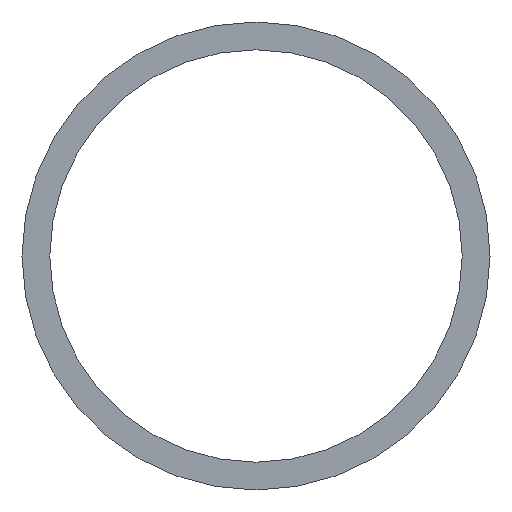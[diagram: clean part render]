
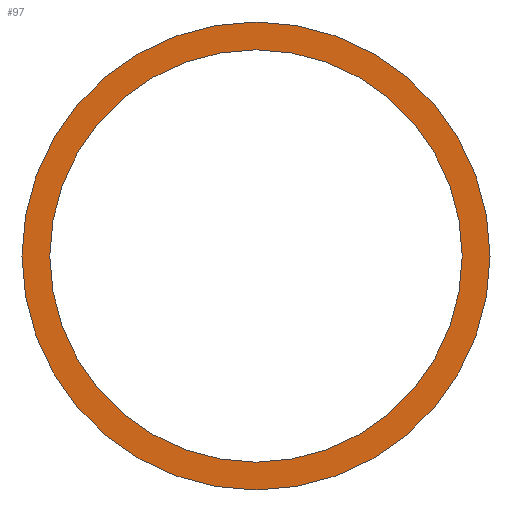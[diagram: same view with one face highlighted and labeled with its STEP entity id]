
A CAD part, left-side view. The second image highlights one B-rep face of the part: STEP entity #97.
In plain terms, the highlighted planar face has unit normal (-1, 0, 0).
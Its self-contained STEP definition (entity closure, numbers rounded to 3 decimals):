
#55 = EDGE_CURVE( '', #75, #103, #125, .T. );
#57 = EDGE_CURVE( '', #103, #75, #127, .T. );
#71 = EDGE_CURVE( '', #91, #99, #142, .T. );
#75 = VERTEX_POINT( '', #147 );
#77 = EDGE_CURVE( '', #99, #91, #149, .T. );
#91 = VERTEX_POINT( '', #167 );
#97 = ADVANCED_FACE( '', ( #173, #174 ), #175, .F. );
#99 = VERTEX_POINT( '', #177 );
#103 = VERTEX_POINT( '', #181 );
#125 = CIRCLE( '', #196, 156.4 );
#127 = CIRCLE( '', #199, 156.4 );
#142 = CIRCLE( '', #216, 177.5 );
#147 = CARTESIAN_POINT( '', ( 0., 0., 156.4 ) );
#149 = CIRCLE( '', #224, 177.5 );
#167 = CARTESIAN_POINT( '', ( 0., 0., 177.5 ) );
#173 = FACE_OUTER_BOUND( '', #255, .T. );
#174 = FACE_BOUND( '', #256, .T. );
#175 = PLANE( '', #257 );
#177 = CARTESIAN_POINT( '', ( 0., 0., -177.5 ) );
#181 = CARTESIAN_POINT( '', ( 0., 0., -156.4 ) );
#196 = AXIS2_PLACEMENT_3D( '', #272, #273, #274 );
#199 = AXIS2_PLACEMENT_3D( '', #275, #276, #277 );
#216 = AXIS2_PLACEMENT_3D( '', #288, #289, #290 );
#224 = AXIS2_PLACEMENT_3D( '', #299, #300, #301 );
#255 = EDGE_LOOP( '', ( #333, #334 ) );
#256 = EDGE_LOOP( '', ( #335, #336 ) );
#257 = AXIS2_PLACEMENT_3D( '', #337, #338, #339 );
#272 = CARTESIAN_POINT( '', ( 0., 0., 0. ) );
#273 = DIRECTION( '', ( 1., 0., 0. ) );
#274 = DIRECTION( '', ( 0., 0., -1. ) );
#275 = CARTESIAN_POINT( '', ( 0., 0., 0. ) );
#276 = DIRECTION( '', ( 1., 0., 0. ) );
#277 = DIRECTION( '', ( 0., 0., -1. ) );
#288 = CARTESIAN_POINT( '', ( 0., 0., 0. ) );
#289 = DIRECTION( '', ( 1., 0., 0. ) );
#290 = DIRECTION( '', ( 0., 0., -1. ) );
#299 = CARTESIAN_POINT( '', ( 0., 0., 0. ) );
#300 = DIRECTION( '', ( 1., 0., 0. ) );
#301 = DIRECTION( '', ( 0., 0., -1. ) );
#333 = ORIENTED_EDGE( '', *, *, #77, .F. );
#334 = ORIENTED_EDGE( '', *, *, #71, .F. );
#335 = ORIENTED_EDGE( '', *, *, #57, .T. );
#336 = ORIENTED_EDGE( '', *, *, #55, .T. );
#337 = CARTESIAN_POINT( '', ( 0., 0., 0. ) );
#338 = DIRECTION( '', ( 1., 0., 0. ) );
#339 = DIRECTION( '', ( 0., 0., -1. ) );
